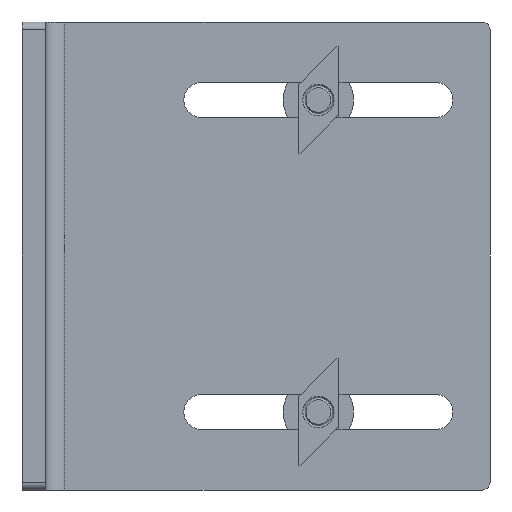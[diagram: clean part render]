
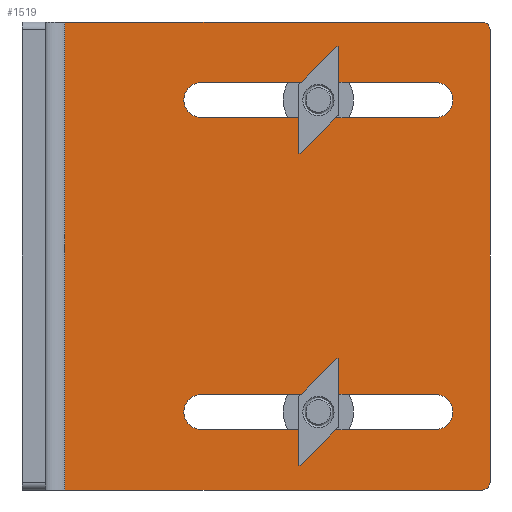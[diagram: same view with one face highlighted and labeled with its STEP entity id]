
A CAD part, front view. The second image highlights one B-rep face of the part: STEP entity #1519.
In plain terms, the highlighted planar face has unit normal (0, -1, 0).
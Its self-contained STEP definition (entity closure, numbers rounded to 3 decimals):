
#132=CIRCLE('',#1678,2.25);
#133=CIRCLE('',#1679,2.25);
#134=CIRCLE('',#1680,2.25);
#135=CIRCLE('',#1681,2.25);
#136=CIRCLE('',#1682,1.);
#137=CIRCLE('',#1683,1.);
#251=ORIENTED_EDGE('',*,*,#629,.T.);
#252=ORIENTED_EDGE('',*,*,#630,.T.);
#253=ORIENTED_EDGE('',*,*,#631,.T.);
#254=ORIENTED_EDGE('',*,*,#632,.T.);
#255=ORIENTED_EDGE('',*,*,#633,.T.);
#256=ORIENTED_EDGE('',*,*,#634,.T.);
#257=ORIENTED_EDGE('',*,*,#635,.T.);
#258=ORIENTED_EDGE('',*,*,#636,.T.);
#259=ORIENTED_EDGE('',*,*,#637,.F.);
#260=ORIENTED_EDGE('',*,*,#638,.F.);
#261=ORIENTED_EDGE('',*,*,#639,.F.);
#262=ORIENTED_EDGE('',*,*,#613,.F.);
#263=ORIENTED_EDGE('',*,*,#640,.T.);
#264=ORIENTED_EDGE('',*,*,#622,.T.);
#613=EDGE_CURVE('',#802,#803,#943,.T.);
#622=EDGE_CURVE('',#812,#811,#950,.T.);
#629=EDGE_CURVE('',#818,#819,#132,.T.);
#630=EDGE_CURVE('',#819,#820,#956,.T.);
#631=EDGE_CURVE('',#820,#821,#133,.T.);
#632=EDGE_CURVE('',#821,#818,#957,.T.);
#633=EDGE_CURVE('',#822,#823,#134,.T.);
#634=EDGE_CURVE('',#823,#824,#958,.T.);
#635=EDGE_CURVE('',#824,#825,#135,.T.);
#636=EDGE_CURVE('',#825,#822,#959,.T.);
#637=EDGE_CURVE('',#826,#811,#136,.T.);
#638=EDGE_CURVE('',#827,#826,#960,.T.);
#639=EDGE_CURVE('',#803,#827,#137,.T.);
#640=EDGE_CURVE('',#802,#812,#961,.T.);
#802=VERTEX_POINT('',#2410);
#803=VERTEX_POINT('',#2412);
#811=VERTEX_POINT('',#2429);
#812=VERTEX_POINT('',#2431);
#818=VERTEX_POINT('',#2446);
#819=VERTEX_POINT('',#2447);
#820=VERTEX_POINT('',#2449);
#821=VERTEX_POINT('',#2451);
#822=VERTEX_POINT('',#2454);
#823=VERTEX_POINT('',#2455);
#824=VERTEX_POINT('',#2457);
#825=VERTEX_POINT('',#2459);
#826=VERTEX_POINT('',#2462);
#827=VERTEX_POINT('',#2464);
#943=LINE('',#2411,#1023);
#950=LINE('',#2430,#1030);
#956=LINE('',#2448,#1036);
#957=LINE('',#2452,#1037);
#958=LINE('',#2456,#1038);
#959=LINE('',#2460,#1039);
#960=LINE('',#2463,#1040);
#961=LINE('',#2466,#1041);
#1023=VECTOR('',#1895,1000.);
#1030=VECTOR('',#1908,1000.);
#1036=VECTOR('',#1922,1000.);
#1037=VECTOR('',#1925,1000.);
#1038=VECTOR('',#1928,1000.);
#1039=VECTOR('',#1931,1000.);
#1040=VECTOR('',#1934,1000.);
#1041=VECTOR('',#1937,1000.);
#1103=EDGE_LOOP('',(#251,#252,#253,#254));
#1104=EDGE_LOOP('',(#255,#256,#257,#258));
#1105=EDGE_LOOP('',(#259,#260,#261,#262,#263,#264));
#1291=FACE_BOUND('',#1103,.T.);
#1292=FACE_BOUND('',#1104,.T.);
#1293=FACE_BOUND('',#1105,.T.);
#1480=PLANE('',#1677);
#1519=ADVANCED_FACE('',(#1291,#1292,#1293),#1480,.F.);
#1677=AXIS2_PLACEMENT_3D('',#2444,#1918,#1919);
#1678=AXIS2_PLACEMENT_3D('',#2445,#1920,#1921);
#1679=AXIS2_PLACEMENT_3D('',#2450,#1923,#1924);
#1680=AXIS2_PLACEMENT_3D('',#2453,#1926,#1927);
#1681=AXIS2_PLACEMENT_3D('',#2458,#1929,#1930);
#1682=AXIS2_PLACEMENT_3D('',#2461,#1932,#1933);
#1683=AXIS2_PLACEMENT_3D('',#2465,#1935,#1936);
#1895=DIRECTION('',(1.,0.,0.));
#1908=DIRECTION('',(1.,0.,0.));
#1918=DIRECTION('',(0.,1.,0.));
#1919=DIRECTION('',(0.,0.,1.));
#1920=DIRECTION('',(0.,1.,0.));
#1921=DIRECTION('',(1.,0.,0.));
#1922=DIRECTION('',(-1.,0.,0.));
#1923=DIRECTION('',(0.,1.,0.));
#1924=DIRECTION('',(1.,0.,0.));
#1925=DIRECTION('',(1.,0.,0.));
#1926=DIRECTION('',(0.,1.,0.));
#1927=DIRECTION('',(1.,0.,0.));
#1928=DIRECTION('',(-1.,0.,0.));
#1929=DIRECTION('',(0.,1.,0.));
#1930=DIRECTION('',(1.,0.,0.));
#1931=DIRECTION('',(1.,0.,0.));
#1932=DIRECTION('',(0.,1.,0.));
#1933=DIRECTION('',(1.,0.,0.));
#1934=DIRECTION('',(0.,0.,-1.));
#1935=DIRECTION('',(0.,1.,0.));
#1936=DIRECTION('',(1.,0.,0.));
#1937=DIRECTION('',(0.,0.,-1.));
#2410=CARTESIAN_POINT('',(5.5,-3.,30.));
#2411=CARTESIAN_POINT('',(5.5,-3.,30.));
#2412=CARTESIAN_POINT('',(59.,-3.,30.));
#2429=CARTESIAN_POINT('',(59.,-3.,-30.));
#2430=CARTESIAN_POINT('',(5.5,-3.,-30.));
#2431=CARTESIAN_POINT('',(5.5,-3.,-30.));
#2444=CARTESIAN_POINT('',(5.5,-3.,30.));
#2445=CARTESIAN_POINT('',(53.,-3.,20.));
#2446=CARTESIAN_POINT('',(53.,-3.,22.25));
#2447=CARTESIAN_POINT('',(53.,-3.,17.75));
#2448=CARTESIAN_POINT('',(53.,-3.,17.75));
#2449=CARTESIAN_POINT('',(23.,-3.,17.75));
#2450=CARTESIAN_POINT('',(23.,-3.,20.));
#2451=CARTESIAN_POINT('',(23.,-3.,22.25));
#2452=CARTESIAN_POINT('',(23.,-3.,22.25));
#2453=CARTESIAN_POINT('',(53.,-3.,-20.));
#2454=CARTESIAN_POINT('',(53.,-3.,-17.75));
#2455=CARTESIAN_POINT('',(53.,-3.,-22.25));
#2456=CARTESIAN_POINT('',(53.,-3.,-22.25));
#2457=CARTESIAN_POINT('',(23.,-3.,-22.25));
#2458=CARTESIAN_POINT('',(23.,-3.,-20.));
#2459=CARTESIAN_POINT('',(23.,-3.,-17.75));
#2460=CARTESIAN_POINT('',(23.,-3.,-17.75));
#2461=CARTESIAN_POINT('',(59.,-3.,-29.));
#2462=CARTESIAN_POINT('',(60.,-3.,-29.));
#2463=CARTESIAN_POINT('',(60.,-3.,30.));
#2464=CARTESIAN_POINT('',(60.,-3.,29.));
#2465=CARTESIAN_POINT('',(59.,-3.,29.));
#2466=CARTESIAN_POINT('',(5.5,-3.,30.));
